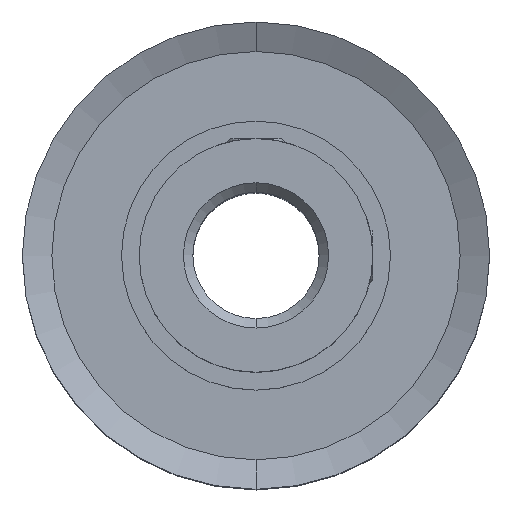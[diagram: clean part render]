
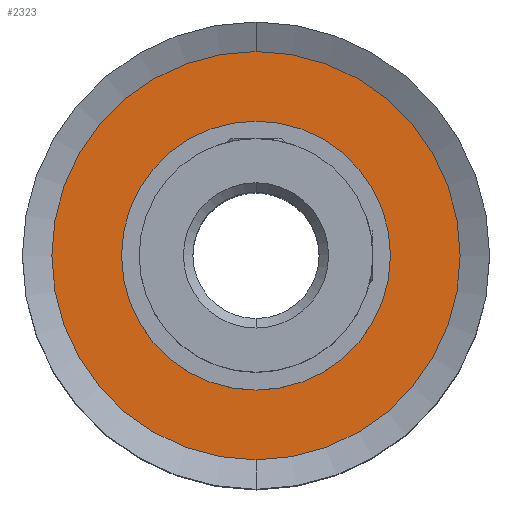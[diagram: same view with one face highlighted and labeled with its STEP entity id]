
A CAD part, top view. The second image highlights one B-rep face of the part: STEP entity #2323.
In plain terms, the highlighted planar face has unit normal (0, 0, 1).
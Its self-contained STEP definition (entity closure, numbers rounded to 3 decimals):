
#444=CARTESIAN_POINT('',(0.,0.,-0.63));
#445=DIRECTION('',(0.,0.,-1.));
#446=DIRECTION('',(1.,0.,0.));
#447=AXIS2_PLACEMENT_3D('',#444,#445,#446);
#453=CARTESIAN_POINT('',(0.,0.,-0.63));
#454=DIRECTION('',(0.,0.,1.));
#455=DIRECTION('',(0.,1.,0.));
#456=AXIS2_PLACEMENT_3D('',#453,#454,#455);
#458=CARTESIAN_POINT('',(0.,0.,-0.63));
#459=DIRECTION('',(0.,0.,-1.));
#460=DIRECTION('',(0.,1.,0.));
#461=AXIS2_PLACEMENT_3D('',#458,#459,#460);
#1406=CARTESIAN_POINT('',(0.,0.,-0.63));
#1407=DIRECTION('',(0.,0.,-1.));
#1408=DIRECTION('',(-1.,0.,0.));
#1409=AXIS2_PLACEMENT_3D('',#1406,#1407,#1408);
#1862=CARTESIAN_POINT('',(0.,9.7,-0.63));
#1863=VERTEX_POINT('',#1862);
#1870=CARTESIAN_POINT('',(0.,-9.7,-0.63));
#1871=VERTEX_POINT('',#1870);
#1920=CARTESIAN_POINT('',(6.39,0.,-0.63));
#1921=CARTESIAN_POINT('',(-6.39,0.,-0.63));
#1922=VERTEX_POINT('',#1920);
#1923=VERTEX_POINT('',#1921);
#2307=CARTESIAN_POINT('',(0.,0.,-0.63));
#2308=DIRECTION('',(0.,0.,-1.));
#2309=DIRECTION('',(0.,-1.,0.));
#2310=AXIS2_PLACEMENT_3D('',#2307,#2308,#2309);
#2311=PLANE('',#2310);
#2313=ORIENTED_EDGE('',*,*,#2312,.F.);
#2315=ORIENTED_EDGE('',*,*,#2314,.T.);
#2316=EDGE_LOOP('',(#2313,#2315));
#2317=FACE_OUTER_BOUND('',#2316,.F.);
#2318=ORIENTED_EDGE('',*,*,#2297,.F.);
#2320=ORIENTED_EDGE('',*,*,#2319,.F.);
#2321=EDGE_LOOP('',(#2318,#2320));
#2322=FACE_BOUND('',#2321,.F.);
#2323=ADVANCED_FACE('',(#2317,#2322),#2311,.F.);
#448=CIRCLE('',#447,6.39);
#457=CIRCLE('',#456,9.7);
#462=CIRCLE('',#461,9.7);
#1410=CIRCLE('',#1409,6.39);
#2297=EDGE_CURVE('',#1922,#1923,#448,.T.);
#2312=EDGE_CURVE('',#1863,#1871,#457,.T.);
#2314=EDGE_CURVE('',#1863,#1871,#462,.T.);
#2319=EDGE_CURVE('',#1923,#1922,#1410,.T.);
